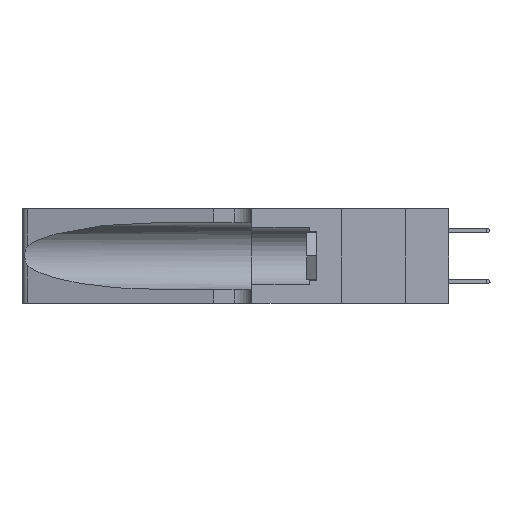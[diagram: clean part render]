
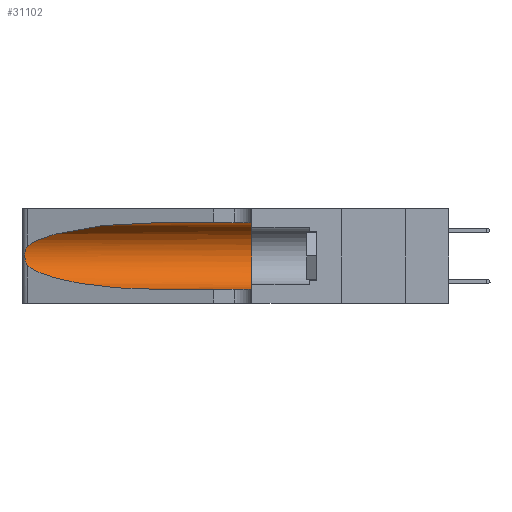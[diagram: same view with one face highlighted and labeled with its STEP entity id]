
A CAD part, left-side view. The second image highlights one B-rep face of the part: STEP entity #31102.
In plain terms, the highlighted cylindrical face has radius 3.308 mm (diameter 6.617 mm), a partial arc.
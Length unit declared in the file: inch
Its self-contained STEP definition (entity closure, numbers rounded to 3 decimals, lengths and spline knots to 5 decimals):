
#325 = CARTESIAN_POINT ( 'NONE',  ( 0.25787, 1.23484, 0.2124 ) ) ;
#338 = VERTEX_POINT ( 'NONE', #37917 ) ;
#1322 = DIRECTION ( 'NONE',  ( 0., 1., 0. ) ) ;
#1490 = CARTESIAN_POINT ( 'NONE',  ( 0.1305, 1.61858, 0.31525 ) ) ;
#3259 = EDGE_CURVE ( 'NONE', #28819, #11517, #19389, .T. ) ;
#3400 = CARTESIAN_POINT ( 'NONE',  ( 0.26018, 1.23835, 0.19895 ) ) ;
#3667 = AXIS2_PLACEMENT_3D ( 'NONE', #19430, #1322, #22414 ) ;
#4342 = ORIENTED_EDGE ( 'NONE', *, *, #19361, .T. ) ;
#5079 = VERTEX_POINT ( 'NONE', #31580 ) ;
#6352 = CARTESIAN_POINT ( 'NONE',  ( 0.1305, 0.72297, 0.31525 ) ) ;
#6451 = CARTESIAN_POINT ( 'NONE',  ( 0.26075, 1.23896, 0.178 ) ) ;
#6881 = VERTEX_POINT ( 'NONE', #16807 ) ;
#8726 = CARTESIAN_POINT ( 'NONE',  ( 0.2373, 1.15595, 0.08982 ) ) ;
#9225 = EDGE_CURVE ( 'NONE', #6881, #9273, #17664, .T. ) ;
#9273 = VERTEX_POINT ( 'NONE', #33337 ) ;
#9521 = CARTESIAN_POINT ( 'NONE',  ( 0.25856, 1.23593, 0.16098 ) ) ;
#11191 =( BOUNDED_CURVE ( )  B_SPLINE_CURVE ( 3, ( #29542, #8726, #14860, #35455 ),
 .UNSPECIFIED., .F., .F. ) 
 B_SPLINE_CURVE_WITH_KNOTS ( ( 4, 4 ),
 ( 3.44316, 4.71239 ),
 .UNSPECIFIED. ) 
 CURVE ( )  GEOMETRIC_REPRESENTATION_ITEM ( )  RATIONAL_B_SPLINE_CURVE ( ( 1., 0.87, 0.87, 1. ) ) 
 REPRESENTATION_ITEM ( '' )  );
#11387 = FACE_OUTER_BOUND ( 'NONE', #30503, .T. ) ;
#11517 = VERTEX_POINT ( 'NONE', #19934 ) ;
#12446 = CARTESIAN_POINT ( 'NONE',  ( 0.25555, 1.22994, 0.2215 ) ) ;
#12479 = CARTESIAN_POINT ( 'NONE',  ( 0.25487, 1.22718, 0.22369 ) ) ;
#12576 = CARTESIAN_POINT ( 'NONE',  ( 0.25639, 1.23186, 0.15144 ) ) ;
#12860 = ORIENTED_EDGE ( 'NONE', *, *, #3259, .F. ) ;
#12982 = ORIENTED_EDGE ( 'NONE', *, *, #21663, .T. ) ;
#13063 =( BOUNDED_CURVE ( )  B_SPLINE_CURVE ( 3, ( #6352, #24304, #30173, #12479 ),
 .UNSPECIFIED., .F., .F. ) 
 B_SPLINE_CURVE_WITH_KNOTS ( ( 4, 4 ),
 ( 1.5708, 2.84003 ),
 .UNSPECIFIED. ) 
 CURVE ( )  GEOMETRIC_REPRESENTATION_ITEM ( )  RATIONAL_B_SPLINE_CURVE ( ( 1., 0.87, 0.87, 1. ) ) 
 REPRESENTATION_ITEM ( '' )  );
#14092 = ORIENTED_EDGE ( 'NONE', *, *, #32441, .F. ) ;
#14276 = AXIS2_PLACEMENT_3D ( 'NONE', #37952, #20347, #23308 ) ;
#14860 = CARTESIAN_POINT ( 'NONE',  ( 0.18966, 0.96281, 0.05475 ) ) ;
#15633 = CARTESIAN_POINT ( 'NONE',  ( 0.25487, 1.22718, 0.14631 ) ) ;
#16442 = VECTOR ( 'NONE', #20333, 39.37008 ) ;
#16647 = DIRECTION ( 'NONE',  ( 0., -1., 0. ) ) ;
#16807 = CARTESIAN_POINT ( 'NONE',  ( 0.25487, 1.22718, 0.22369 ) ) ;
#17664 = B_SPLINE_CURVE_WITH_KNOTS ( 'NONE', 3,
 ( #33088, #12446, #18447, #325, #21434, #3400, #24407, #6451, #27371, #9521, #30275, #12576, #33212, #15633 ),
 .UNSPECIFIED., .F., .F.,
 ( 4, 2, 2, 2, 2, 2, 4 ),
 ( 0., 0.00027, 0.00053, 0.00107, 0.0016, 0.00187, 0.00214 ),
 .UNSPECIFIED. ) ;
#18290 = LINE ( 'NONE', #23167, #16442 ) ;
#18447 = CARTESIAN_POINT ( 'NONE',  ( 0.25639, 1.23184, 0.21858 ) ) ;
#19361 = EDGE_CURVE ( 'NONE', #338, #11517, #18290, .T. ) ;
#19389 = CIRCLE ( 'NONE', #3667, 0.13025 ) ;
#19430 = CARTESIAN_POINT ( 'NONE',  ( 0.1305, 0.35, 0.185 ) ) ;
#19934 = CARTESIAN_POINT ( 'NONE',  ( 0.1305, 0.35, 0.05475 ) ) ;
#20333 = DIRECTION ( 'NONE',  ( 0., -1., 0. ) ) ;
#20347 = DIRECTION ( 'NONE',  ( 0., -1., 0. ) ) ;
#21434 = CARTESIAN_POINT ( 'NONE',  ( 0.25854, 1.2359, 0.20912 ) ) ;
#21663 = EDGE_CURVE ( 'NONE', #5079, #6881, #13063, .T. ) ;
#22414 = DIRECTION ( 'NONE',  ( 0., 0., 1. ) ) ;
#23167 = CARTESIAN_POINT ( 'NONE',  ( 0.1305, 1.61858, 0.05475 ) ) ;
#23308 = DIRECTION ( 'NONE',  ( 0., 0., -1. ) ) ;
#24304 = CARTESIAN_POINT ( 'NONE',  ( 0.18966, 0.96281, 0.31525 ) ) ;
#24407 = CARTESIAN_POINT ( 'NONE',  ( 0.26075, 1.23896, 0.19203 ) ) ;
#25089 = ORIENTED_EDGE ( 'NONE', *, *, #33891, .T. ) ;
#27371 = CARTESIAN_POINT ( 'NONE',  ( 0.26017, 1.23833, 0.17102 ) ) ;
#28455 = ORIENTED_EDGE ( 'NONE', *, *, #9225, .T. ) ;
#28819 = VERTEX_POINT ( 'NONE', #36585 ) ;
#29542 = CARTESIAN_POINT ( 'NONE',  ( 0.25487, 1.22718, 0.14631 ) ) ;
#30173 = CARTESIAN_POINT ( 'NONE',  ( 0.2373, 1.15595, 0.28018 ) ) ;
#30275 = CARTESIAN_POINT ( 'NONE',  ( 0.25789, 1.23486, 0.15765 ) ) ;
#30503 = EDGE_LOOP ( 'NONE', ( #12982, #28455, #25089, #4342, #12860, #14092 ) ) ;
#31102 = ADVANCED_FACE ( 'NONE', ( #11387 ), #33091, .F. ) ;
#31580 = CARTESIAN_POINT ( 'NONE',  ( 0.1305, 0.72297, 0.31525 ) ) ;
#32441 = EDGE_CURVE ( 'NONE', #5079, #28819, #33906, .T. ) ;
#32977 = VECTOR ( 'NONE', #16647, 39.37008 ) ;
#33088 = CARTESIAN_POINT ( 'NONE',  ( 0.25487, 1.22718, 0.22369 ) ) ;
#33091 = CYLINDRICAL_SURFACE ( 'NONE', #14276, 0.13025 ) ;
#33212 = CARTESIAN_POINT ( 'NONE',  ( 0.25555, 1.22993, 0.14849 ) ) ;
#33337 = CARTESIAN_POINT ( 'NONE',  ( 0.25487, 1.22718, 0.14631 ) ) ;
#33891 = EDGE_CURVE ( 'NONE', #9273, #338, #11191, .T. ) ;
#33906 = LINE ( 'NONE', #1490, #32977 ) ;
#35455 = CARTESIAN_POINT ( 'NONE',  ( 0.1305, 0.72297, 0.05475 ) ) ;
#36585 = CARTESIAN_POINT ( 'NONE',  ( 0.1305, 0.35, 0.31525 ) ) ;
#37917 = CARTESIAN_POINT ( 'NONE',  ( 0.1305, 0.72297, 0.05475 ) ) ;
#37952 = CARTESIAN_POINT ( 'NONE',  ( 0.1305, 1.61858, 0.185 ) ) ;
